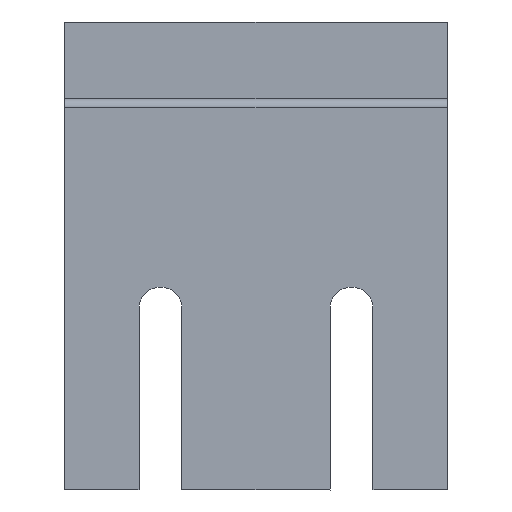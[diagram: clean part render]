
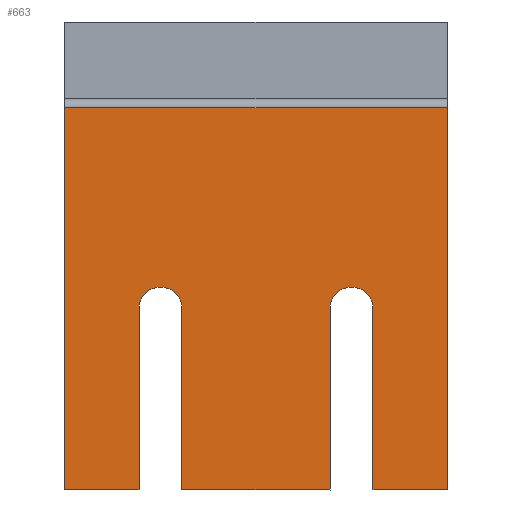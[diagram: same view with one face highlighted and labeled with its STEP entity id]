
A CAD part, front view. The second image highlights one B-rep face of the part: STEP entity #663.
In plain terms, the highlighted planar face has unit normal (0, -1, 0).
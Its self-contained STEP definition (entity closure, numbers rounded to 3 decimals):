
#20=CIRCLE('',#694,2.25);
#22=CIRCLE('',#699,2.25);
#62=FACE_OUTER_BOUND('',#95,.T.);
#95=EDGE_LOOP('',(#591,#592,#593,#594,#595,#596,#597,#598,#599,#600,#601,
#602));
#99=LINE('',#901,#182);
#101=LINE('',#907,#184);
#107=LINE('',#919,#190);
#129=LINE('',#976,#212);
#131=LINE('',#979,#214);
#135=LINE('',#991,#218);
#137=LINE('',#994,#220);
#140=LINE('',#1000,#223);
#169=LINE('',#1061,#252);
#178=LINE('',#1079,#261);
#182=VECTOR('',#728,10.);
#184=VECTOR('',#732,10.);
#190=VECTOR('',#740,10.);
#212=VECTOR('',#792,10.);
#214=VECTOR('',#796,10.);
#218=VECTOR('',#808,10.);
#220=VECTOR('',#812,10.);
#223=VECTOR('',#819,10.);
#252=VECTOR('',#868,10.);
#261=VECTOR('',#889,10.);
#262=VERTEX_POINT('',#894);
#265=VERTEX_POINT('',#899);
#267=VERTEX_POINT('',#904);
#268=VERTEX_POINT('',#906);
#270=VERTEX_POINT('',#912);
#273=VERTEX_POINT('',#917);
#292=VERTEX_POINT('',#969);
#293=VERTEX_POINT('',#971);
#296=VERTEX_POINT('',#984);
#297=VERTEX_POINT('',#986);
#298=VERTEX_POINT('',#999);
#319=VERTEX_POINT('',#1057);
#327=EDGE_CURVE('',#265,#262,#99,.T.);
#329=EDGE_CURVE('',#267,#268,#101,.T.);
#335=EDGE_CURVE('',#273,#270,#107,.T.);
#360=EDGE_CURVE('',#293,#292,#20,.T.);
#363=EDGE_CURVE('',#267,#293,#129,.T.);
#365=EDGE_CURVE('',#292,#270,#131,.T.);
#368=EDGE_CURVE('',#297,#296,#22,.T.);
#371=EDGE_CURVE('',#273,#297,#135,.T.);
#373=EDGE_CURVE('',#296,#262,#137,.T.);
#376=EDGE_CURVE('',#268,#298,#140,.T.);
#407=EDGE_CURVE('',#298,#319,#169,.T.);
#416=EDGE_CURVE('',#265,#319,#178,.T.);
#591=ORIENTED_EDGE('',*,*,#416,.T.);
#592=ORIENTED_EDGE('',*,*,#407,.F.);
#593=ORIENTED_EDGE('',*,*,#376,.F.);
#594=ORIENTED_EDGE('',*,*,#329,.F.);
#595=ORIENTED_EDGE('',*,*,#363,.T.);
#596=ORIENTED_EDGE('',*,*,#360,.T.);
#597=ORIENTED_EDGE('',*,*,#365,.T.);
#598=ORIENTED_EDGE('',*,*,#335,.F.);
#599=ORIENTED_EDGE('',*,*,#371,.T.);
#600=ORIENTED_EDGE('',*,*,#368,.T.);
#601=ORIENTED_EDGE('',*,*,#373,.T.);
#602=ORIENTED_EDGE('',*,*,#327,.F.);
#630=PLANE('',#720);
#663=ADVANCED_FACE('',(#62),#630,.T.);
#694=AXIS2_PLACEMENT_3D('',#972,#786,#787);
#699=AXIS2_PLACEMENT_3D('',#987,#802,#803);
#720=AXIS2_PLACEMENT_3D('',#1080,#890,#891);
#728=DIRECTION('',(-1.,0.,0.));
#732=DIRECTION('',(-1.,0.,0.));
#740=DIRECTION('',(-1.,0.,0.));
#786=DIRECTION('center_axis',(0.,1.,0.));
#787=DIRECTION('ref_axis',(1.,0.,0.));
#792=DIRECTION('',(0.,0.,1.));
#796=DIRECTION('',(0.,0.,-1.));
#802=DIRECTION('center_axis',(0.,1.,0.));
#803=DIRECTION('ref_axis',(1.,0.,0.));
#808=DIRECTION('',(0.,0.,1.));
#812=DIRECTION('',(0.,0.,-1.));
#819=DIRECTION('',(0.,0.,1.));
#868=DIRECTION('',(1.,0.,0.));
#889=DIRECTION('',(0.,0.,1.));
#890=DIRECTION('center_axis',(0.,-1.,0.));
#891=DIRECTION('ref_axis',(0.,0.,-1.));
#894=CARTESIAN_POINT('',(32.25,-29.586,-40.));
#899=CARTESIAN_POINT('',(40.,-29.586,-40.));
#901=CARTESIAN_POINT('',(0.,-29.586,-40.));
#904=CARTESIAN_POINT('',(7.75,-29.586,-40.));
#906=CARTESIAN_POINT('',(0.,-29.586,-40.));
#907=CARTESIAN_POINT('',(0.,-29.586,-40.));
#912=CARTESIAN_POINT('',(12.25,-29.586,-40.));
#917=CARTESIAN_POINT('',(27.75,-29.586,-40.));
#919=CARTESIAN_POINT('',(0.,-29.586,-40.));
#969=CARTESIAN_POINT('',(12.25,-29.586,-21.));
#971=CARTESIAN_POINT('',(7.75,-29.586,-21.));
#972=CARTESIAN_POINT('Origin',(10.,-29.586,-21.));
#976=CARTESIAN_POINT('',(7.75,-29.586,-15.));
#979=CARTESIAN_POINT('',(12.25,-29.586,-30.));
#984=CARTESIAN_POINT('',(32.25,-29.586,-21.));
#986=CARTESIAN_POINT('',(27.75,-29.586,-21.));
#987=CARTESIAN_POINT('Origin',(30.,-29.586,-21.));
#991=CARTESIAN_POINT('',(27.75,-29.586,-15.));
#994=CARTESIAN_POINT('',(32.25,-29.586,-30.));
#999=CARTESIAN_POINT('',(0.,-29.586,0.));
#1000=CARTESIAN_POINT('',(0.,-29.586,0.));
#1057=CARTESIAN_POINT('',(40.,-29.586,0.));
#1061=CARTESIAN_POINT('',(0.,-29.586,0.));
#1079=CARTESIAN_POINT('',(40.,-29.586,0.));
#1080=CARTESIAN_POINT('Origin',(0.,-29.586,0.));
